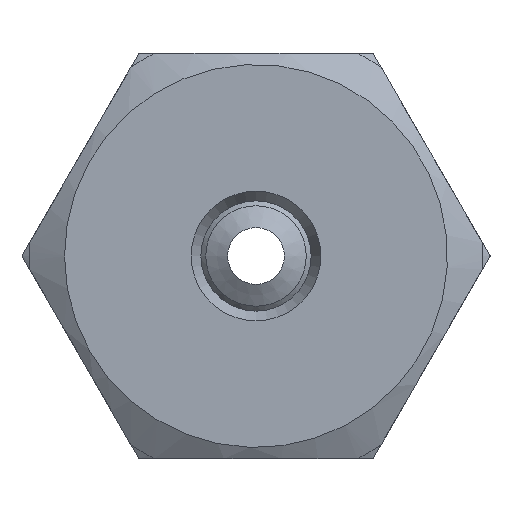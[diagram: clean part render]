
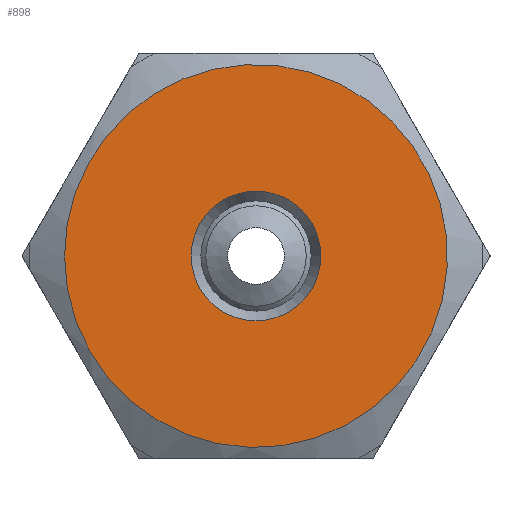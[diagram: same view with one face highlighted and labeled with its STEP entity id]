
A CAD part, left-side view. The second image highlights one B-rep face of the part: STEP entity #898.
In plain terms, the highlighted planar face has unit normal (-1, 0, 0).
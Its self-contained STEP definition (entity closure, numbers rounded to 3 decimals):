
#736=CARTESIAN_POINT('',(-7.758,-1.016,0.));
#737=VERTEX_POINT('',#736);
#738=CARTESIAN_POINT('',(-7.758,0.,0.));
#739=DIRECTION('',(1.0,0.0,0.0));
#740=DIRECTION('',(0.0,-1.0,0.0));
#741=AXIS2_PLACEMENT_3D('',#738,#739,#740);
#742=CIRCLE('',#741,1.016);
#743=EDGE_CURVE('',#737,#737,#742,.T.);
#875=CARTESIAN_POINT('',(-7.758,3.0,0.));
#876=VERTEX_POINT('',#875);
#877=CARTESIAN_POINT('',(-7.758,0.,0.));
#878=DIRECTION('',(1.0,0.0,0.0));
#879=DIRECTION('',(0.0,-1.0,0.0));
#880=AXIS2_PLACEMENT_3D('',#877,#878,#879);
#881=CIRCLE('',#880,3.0);
#882=EDGE_CURVE('',#876,#876,#881,.T.);
#887=CARTESIAN_POINT('',(-7.758,1.775,0.));
#888=DIRECTION('',(-1.0,0.0,0.0));
#889=DIRECTION('',(0.0,0.0,1.0));
#890=AXIS2_PLACEMENT_3D('',#887,#888,#889);
#891=PLANE('',#890);
#892=ORIENTED_EDGE('',*,*,#882,.F.);
#893=EDGE_LOOP('',(#892));
#894=FACE_OUTER_BOUND('',#893,.T.);
#895=ORIENTED_EDGE('',*,*,#743,.T.);
#896=EDGE_LOOP('',(#895));
#897=FACE_BOUND('',#896,.T.);
#898=ADVANCED_FACE('',(#894,#897),#891,.T.);
